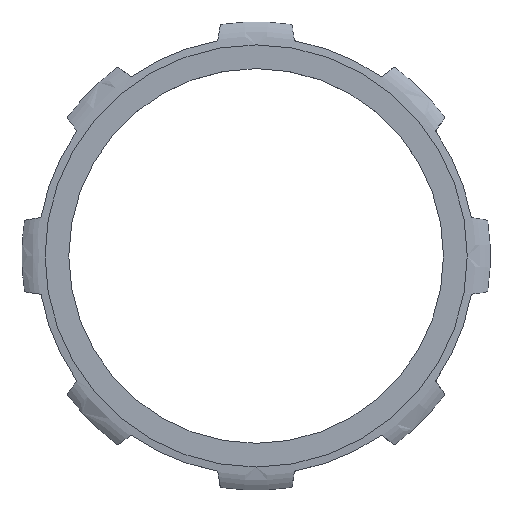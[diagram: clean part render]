
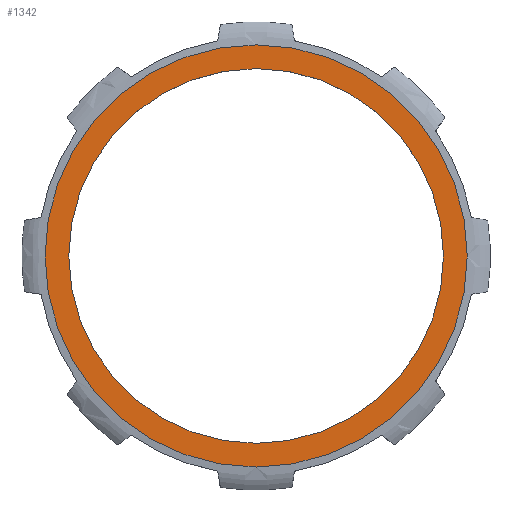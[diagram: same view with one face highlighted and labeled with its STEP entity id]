
A CAD part, top view. The second image highlights one B-rep face of the part: STEP entity #1342.
In plain terms, the highlighted planar face has unit normal (0, 0, 1).
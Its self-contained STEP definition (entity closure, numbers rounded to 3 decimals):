
#16=FACE_BOUND('',#241,.T.);
#34=PLANE('',#1485);
#35=CIRCLE('',#1369,41.294);
#79=CIRCLE('',#1486,36.65);
#163=FACE_OUTER_BOUND('',#240,.T.);
#240=EDGE_LOOP('',(#1213));
#241=EDGE_LOOP('',(#1214));
#473=VERTEX_POINT('',#1838);
#600=VERTEX_POINT('',#3280);
#605=EDGE_CURVE('',#473,#473,#35,.T.);
#805=EDGE_CURVE('',#600,#600,#79,.T.);
#1213=ORIENTED_EDGE('',*,*,#605,.T.);
#1214=ORIENTED_EDGE('',*,*,#805,.F.);
#1342=ADVANCED_FACE('',(#163,#16),#34,.T.);
#1369=AXIS2_PLACEMENT_3D('',#1839,#1496,#1497);
#1485=AXIS2_PLACEMENT_3D('',#3279,#1790,#1791);
#1486=AXIS2_PLACEMENT_3D('',#3281,#1792,#1793);
#1496=DIRECTION('center_axis',(0.,0.,1.));
#1497=DIRECTION('ref_axis',(1.,0.,0.));
#1790=DIRECTION('center_axis',(0.,0.,1.));
#1791=DIRECTION('ref_axis',(1.,0.,0.));
#1792=DIRECTION('center_axis',(0.,0.,1.));
#1793=DIRECTION('ref_axis',(1.,0.,0.));
#1838=CARTESIAN_POINT('',(-41.294,0.,4.));
#1839=CARTESIAN_POINT('Origin',(0.,0.,4.));
#3279=CARTESIAN_POINT('Origin',(36.65,0.,4.));
#3280=CARTESIAN_POINT('',(-36.65,0.,4.));
#3281=CARTESIAN_POINT('Origin',(0.,0.,4.));
